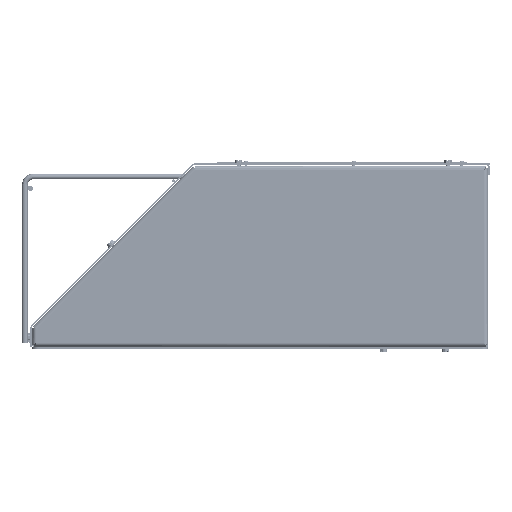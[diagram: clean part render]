
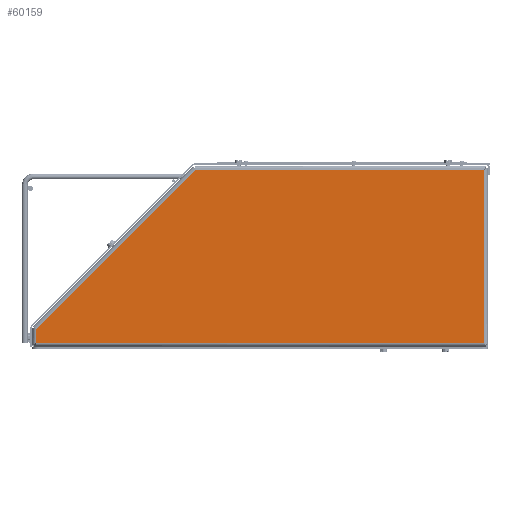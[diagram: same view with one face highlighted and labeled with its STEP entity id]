
A CAD part, left-side view. The second image highlights one B-rep face of the part: STEP entity #60159.
In plain terms, the highlighted planar face has unit normal (-1, 0, 0).
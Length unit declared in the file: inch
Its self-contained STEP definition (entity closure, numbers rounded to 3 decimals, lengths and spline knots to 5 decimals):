
#4951 = VECTOR ( 'NONE', #154537, 39.37008 ) ;
#8761 = LINE ( 'NONE', #361305, #203891 ) ;
#13259 = ORIENTED_EDGE ( 'NONE', *, *, #96524, .T. ) ;
#16097 = ORIENTED_EDGE ( 'NONE', *, *, #422043, .T. ) ;
#24857 = EDGE_CURVE ( 'NONE', #392061, #262570, #8761, .T. ) ;
#31026 = CARTESIAN_POINT ( 'NONE',  ( -38.3775, 16.7059, 99.028 ) ) ;
#31121 = EDGE_CURVE ( 'NONE', #262570, #40925, #100059, .T. ) ;
#40925 = VERTEX_POINT ( 'NONE', #446419 ) ;
#47429 = CARTESIAN_POINT ( 'NONE',  ( -38.3775, 6.8153, 1.54512 ) ) ;
#51543 = CARTESIAN_POINT ( 'NONE',  ( -38.3775, 117.5336, -2.3253 ) ) ;
#60159 = ADVANCED_FACE ( 'NONE', ( #264001 ), #447639, .F. ) ;
#78482 = LINE ( 'NONE', #87902, #4951 ) ;
#86513 = CARTESIAN_POINT ( 'NONE',  ( -38.3775, -3.0753, 5.3253 ) ) ;
#87528 = ORIENTED_EDGE ( 'NONE', *, *, #24857, .T. ) ;
#87902 = CARTESIAN_POINT ( 'NONE',  ( -38.3775, -103.903, 5.3253 ) ) ;
#93053 = VECTOR ( 'NONE', #176106, 39.37008 ) ;
#96524 = EDGE_CURVE ( 'NONE', #40925, #174764, #377805, .T. ) ;
#100059 = LINE ( 'NONE', #31026, #93053 ) ;
#147868 = EDGE_CURVE ( 'NONE', #182210, #392061, #78482, .T. ) ;
#154537 = DIRECTION ( 'NONE',  ( 0., 1., 0. ) ) ;
#173429 = VECTOR ( 'NONE', #454093, 39.37008 ) ;
#174764 = VERTEX_POINT ( 'NONE', #278460 ) ;
#176106 = DIRECTION ( 'NONE',  ( 0., 0., -1. ) ) ;
#179630 = CARTESIAN_POINT ( 'NONE',  ( -38.3775, 16.7059, -1.69736 ) ) ;
#182210 = VERTEX_POINT ( 'NONE', #86513 ) ;
#203891 = VECTOR ( 'NONE', #406473, 39.37008 ) ;
#221791 = ORIENTED_EDGE ( 'NONE', *, *, #147868, .T. ) ;
#224672 = LINE ( 'NONE', #410616, #355465 ) ;
#225886 = DIRECTION ( 'NONE',  ( 0., 0., -1. ) ) ;
#262570 = VERTEX_POINT ( 'NONE', #179630 ) ;
#264001 = FACE_OUTER_BOUND ( 'NONE', #278555, .T. ) ;
#267522 = DIRECTION ( 'NONE',  ( 0., 0., 1. ) ) ;
#278460 = CARTESIAN_POINT ( 'NONE',  ( -38.3775, -3.0753, -2.3253 ) ) ;
#278555 = EDGE_LOOP ( 'NONE', ( #440456, #13259, #16097, #221791, #87528 ) ) ;
#337804 = DIRECTION ( 'NONE',  ( 1., 0., 0. ) ) ;
#355465 = VECTOR ( 'NONE', #267522, 39.37008 ) ;
#361305 = CARTESIAN_POINT ( 'NONE',  ( -38.3775, -61.54035, 76.54889 ) ) ;
#370945 = AXIS2_PLACEMENT_3D ( 'NONE', #47429, #337804, #225886 ) ;
#377805 = LINE ( 'NONE', #51543, #173429 ) ;
#392061 = VERTEX_POINT ( 'NONE', #437907 ) ;
#406473 = DIRECTION ( 'NONE',  ( 0., 0.707, -0.707 ) ) ;
#410616 = CARTESIAN_POINT ( 'NONE',  ( -38.3775, -3.0753, -103.153 ) ) ;
#422043 = EDGE_CURVE ( 'NONE', #174764, #182210, #224672, .T. ) ;
#437907 = CARTESIAN_POINT ( 'NONE',  ( -38.3775, 9.68324, 5.3253 ) ) ;
#440456 = ORIENTED_EDGE ( 'NONE', *, *, #31121, .T. ) ;
#446419 = CARTESIAN_POINT ( 'NONE',  ( -38.3775, 16.7059, -2.3253 ) ) ;
#447639 = PLANE ( 'NONE',  #370945 ) ;
#454093 = DIRECTION ( 'NONE',  ( 0., -1., 0. ) ) ;
